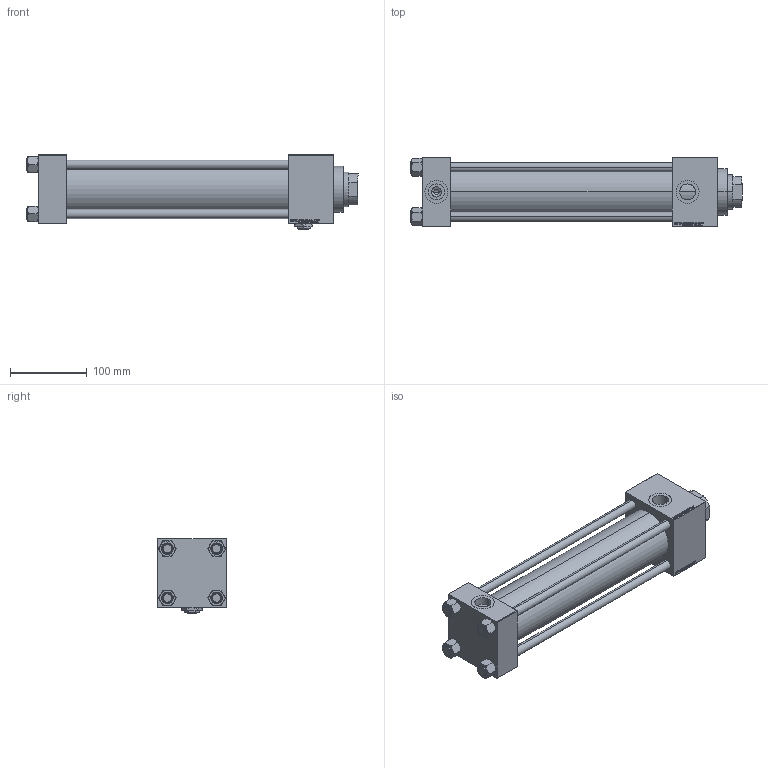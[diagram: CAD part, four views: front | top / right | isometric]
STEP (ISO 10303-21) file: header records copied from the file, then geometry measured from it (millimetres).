
FILE_DESCRIPTION (( 'STEP AP203' ), '1' );
FILE_NAME ('0268.STEP', '2022-04-16T20:52:27', ( '' ), ( '' ), 'SwSTEP 2.0', 'SolidWorks 2019', '' );
FILE_SCHEMA (( 'CONFIG_CONTROL_DESIGN' ));
Length unit declared in the file: millimetre
Products named in the file (7): V215CD_Body_C 3471f8d3627e4a676b8b3aebf8963b41; V215CD_VC_C 3471f8d3627e4a676b8b3aebf8963b41; 0268; Zatka_pro_OIL_PORT 3471f8d3627e4a676b8b3aebf8963b41; NUT_M5_V215CD_C 3471f8d3627e4a676b8b3aebf8963b41; V215CD_C_TYCINKA 3471f8d3627e4a676b8b3aebf8963b41; V215CD_VCP_C 3471f8d3627e4a676b8b3aebf8963b41
Assembly tree (12 placements, depth 2):
  0268
    V215CD_Body_C 3471f8d3627e4a676b8b3aebf8963b41
    V215CD_VC_C 3471f8d3627e4a676b8b3aebf8963b41
    V215CD_VCP_C 3471f8d3627e4a676b8b3aebf8963b41
    V215CD_C_TYCINKA 3471f8d3627e4a676b8b3aebf8963b41  x4
    NUT_M5_V215CD_C 3471f8d3627e4a676b8b3aebf8963b41  x4
    Zatka_pro_OIL_PORT 3471f8d3627e4a676b8b3aebf8963b41
Bounding box: 433 x 90 x 97 mm (x, y, z)
Volume: 1606276.3 mm3; surface area: 354914.6 mm2
Topology: 12 solids, 12 shells, 1199 faces, 2995 edges, 1937 vertices
Faces by surface type: plane 551, bspline 392, cone 156, cylinder 92, torus 8
Entity records: 52027 total; most frequent: CARTESIAN_POINT 27718, ORIENTED_EDGE 5482, DIRECTION 3511, EDGE_CURVE 2741, VERTEX_POINT 1793, VECTOR 1633, LINE 1633, EDGE_LOOP 1210
